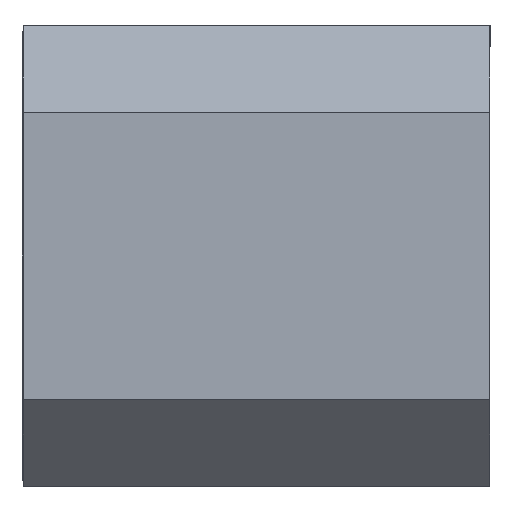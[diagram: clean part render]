
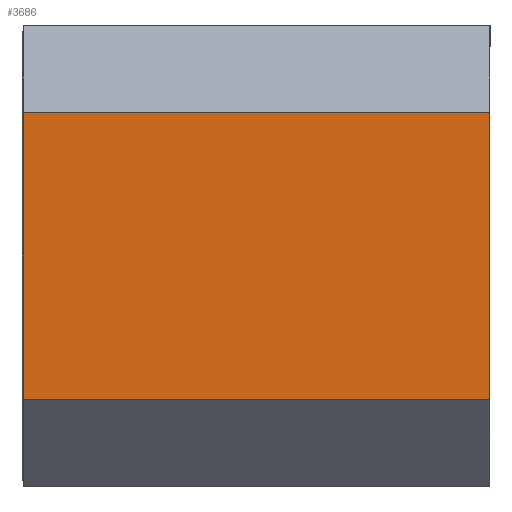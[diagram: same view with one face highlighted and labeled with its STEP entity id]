
A CAD part, left-side view. The second image highlights one B-rep face of the part: STEP entity #3686.
In plain terms, the highlighted planar face has unit normal (-1, 0, 0).
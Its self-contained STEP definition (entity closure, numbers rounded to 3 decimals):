
#6 = VECTOR ( 'NONE', #2481, 1000. ) ;
#49 = PLANE ( 'NONE',  #5319 ) ;
#691 = LINE ( 'NONE', #3134, #3551 ) ;
#801 = VECTOR ( 'NONE', #2735, 1000. ) ;
#869 = VERTEX_POINT ( 'NONE', #1506 ) ;
#912 = ORIENTED_EDGE ( 'NONE', *, *, #973, .F. ) ;
#973 = EDGE_CURVE ( 'NONE', #2485, #869, #2556, .T. ) ;
#1260 = VERTEX_POINT ( 'NONE', #2271 ) ;
#1506 = CARTESIAN_POINT ( 'NONE',  ( -1.99, 0., -1.24 ) ) ;
#1529 = EDGE_CURVE ( 'NONE', #4405, #1260, #2927, .T. ) ;
#2025 = DIRECTION ( 'NONE',  ( 1., 0., 0. ) ) ;
#2057 = CARTESIAN_POINT ( 'NONE',  ( -1.99, 4.04, -1.99 ) ) ;
#2169 = ORIENTED_EDGE ( 'NONE', *, *, #1529, .F. ) ;
#2255 = CARTESIAN_POINT ( 'NONE',  ( -1.99, 0., -1.99 ) ) ;
#2271 = CARTESIAN_POINT ( 'NONE',  ( -1.99, 4.03, 1.24 ) ) ;
#2423 = EDGE_CURVE ( 'NONE', #869, #4405, #6356, .T. ) ;
#2481 = DIRECTION ( 'NONE',  ( 0., 0., 1. ) ) ;
#2485 = VERTEX_POINT ( 'NONE', #3868 ) ;
#2556 = LINE ( 'NONE', #2255, #801 ) ;
#2735 = DIRECTION ( 'NONE',  ( 0., 0., -1. ) ) ;
#2862 = CARTESIAN_POINT ( 'NONE',  ( -1.99, 4.03, -3.23 ) ) ;
#2927 = LINE ( 'NONE', #2862, #6 ) ;
#3134 = CARTESIAN_POINT ( 'NONE',  ( -1.99, 4.04, 1.24 ) ) ;
#3256 = ORIENTED_EDGE ( 'NONE', *, *, #4645, .F. ) ;
#3551 = VECTOR ( 'NONE', #5100, 1000. ) ;
#3686 = ADVANCED_FACE ( 'NONE', ( #6041 ), #49, .F. ) ;
#3868 = CARTESIAN_POINT ( 'NONE',  ( -1.99, 0., 1.24 ) ) ;
#3975 = CARTESIAN_POINT ( 'NONE',  ( -1.99, 4.03, -1.24 ) ) ;
#4077 = EDGE_LOOP ( 'NONE', ( #6330, #912, #3256, #2169 ) ) ;
#4405 = VERTEX_POINT ( 'NONE', #3975 ) ;
#4645 = EDGE_CURVE ( 'NONE', #1260, #2485, #691, .T. ) ;
#4722 = CARTESIAN_POINT ( 'NONE',  ( -1.99, 4.04, -1.24 ) ) ;
#5098 = VECTOR ( 'NONE', #6261, 1000. ) ;
#5100 = DIRECTION ( 'NONE',  ( 0., -1., 0. ) ) ;
#5319 = AXIS2_PLACEMENT_3D ( 'NONE', #2057, #2025, #5477 ) ;
#5477 = DIRECTION ( 'NONE',  ( 0., 0., -1. ) ) ;
#6041 = FACE_OUTER_BOUND ( 'NONE', #4077, .T. ) ;
#6261 = DIRECTION ( 'NONE',  ( 0., 1., 0. ) ) ;
#6330 = ORIENTED_EDGE ( 'NONE', *, *, #2423, .F. ) ;
#6356 = LINE ( 'NONE', #4722, #5098 ) ;
